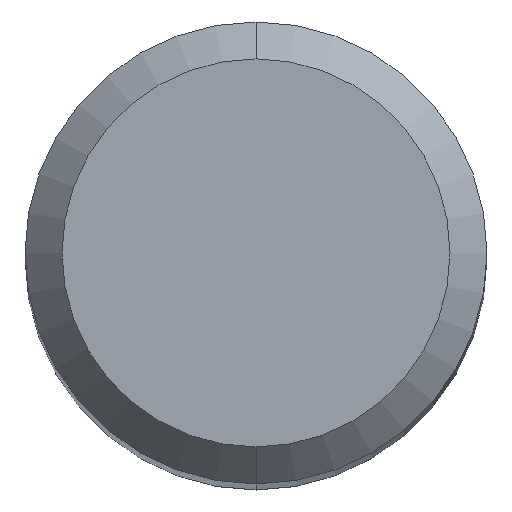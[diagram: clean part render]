
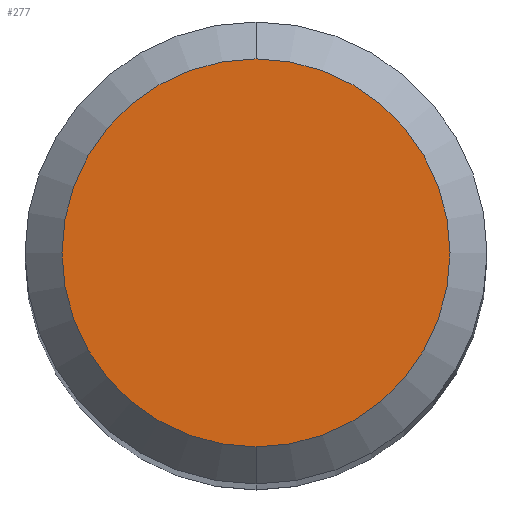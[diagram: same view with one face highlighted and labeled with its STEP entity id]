
A CAD part, top view. The second image highlights one B-rep face of the part: STEP entity #277.
In plain terms, the highlighted planar face has unit normal (0, 0, 1).
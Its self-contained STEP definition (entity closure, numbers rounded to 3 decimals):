
#229=EDGE_CURVE('',#405,#423,#525,.T.);
#277=ADVANCED_FACE('',(#576),#577,.T.);
#323=EDGE_CURVE('',#423,#405,#630,.T.);
#405=VERTEX_POINT('',#720);
#423=VERTEX_POINT('',#739);
#525=CIRCLE('',#855,2.1);
#576=FACE_OUTER_BOUND('',#994,.T.);
#577=PLANE('',#995);
#630=CIRCLE('',#1107,2.1);
#720=CARTESIAN_POINT('',(0.0,2.1,33.913));
#739=CARTESIAN_POINT('',(0.,-2.1,33.913));
#855=AXIS2_PLACEMENT_3D('',#1489,#1490,#1491);
#994=EDGE_LOOP('',(#1533,#1534));
#995=AXIS2_PLACEMENT_3D('',#1535,#1536,#1537);
#1107=AXIS2_PLACEMENT_3D('',#1598,#1599,#1600);
#1489=CARTESIAN_POINT('',(0.0,0.0,33.913));
#1490=DIRECTION('',(0.0,0.0,-1.0));
#1491=DIRECTION('',(0.0,1.0,0.0));
#1533=ORIENTED_EDGE('',*,*,#229,.F.);
#1534=ORIENTED_EDGE('',*,*,#323,.F.);
#1535=CARTESIAN_POINT('',(0.0,1.05,33.913));
#1536=DIRECTION('',(-0.0,0.0,1.0));
#1537=DIRECTION('',(0.0,-1.0,0.0));
#1598=CARTESIAN_POINT('',(0.0,0.0,33.913));
#1599=DIRECTION('',(0.0,0.0,-1.0));
#1600=DIRECTION('',(0.0,1.0,0.0));
